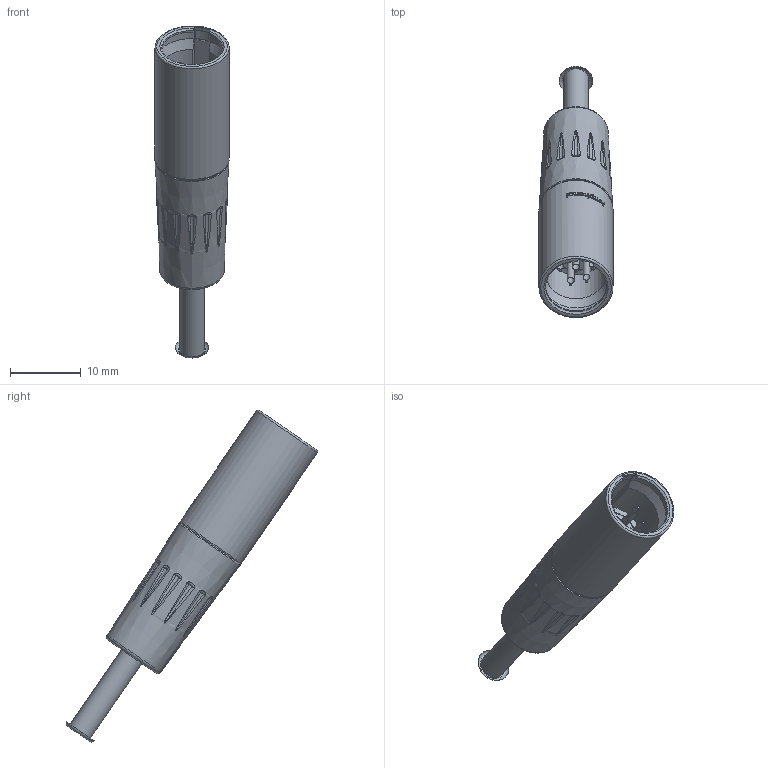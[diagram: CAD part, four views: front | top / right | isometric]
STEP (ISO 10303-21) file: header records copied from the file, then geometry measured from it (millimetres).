
FILE_DESCRIPTION(/* description */ (''),/* implementation_level */ '2;1');
FILE_NAME(/* name */ 'AG6M.stp',/* time_stamp */ '2023-07-11T16:13:27+10:00',/* author */ ('minh'),/* organization */ (''),/* preprocessor_version */ 'ST-DEVELOPER v18.1',/* originating_system */ 'Autodesk Inventor 2022',/* authorisation */ '');
FILE_SCHEMA (('AUTOMOTIVE_DESIGN { 1 0 10303 214 3 1 1 }'));
Length unit declared in the file: inch
Products named in the file (1): AG6M
Bounding box: 10.49 x 35.63 x 47 mm (x, y, z)
Volume: 1961.4 mm3; surface area: 3749.7 mm2
Topology: 1 solids, 6 shells, 484 faces, 1297 edges, 850 vertices
Faces by surface type: plane 187, cylinder 121, bspline 117, cone 50, torus 9
Full cylindrical faces by diameter (mm): 0.825 x6, 0.98 x12, 1 x12, 1.1 x6, 3.5 x1, 6.5 x1, 7 x2, 7.5 x1, 7.6 x1, 8.8 x1, 10.5 x1
Entity records: 24952 total; most frequent: CARTESIAN_POINT 12702, ORIENTED_EDGE 2588, DIRECTION 2201, EDGE_CURVE 1294, VERTEX_POINT 850, AXIS2_PLACEMENT_3D 816, LINE 569, VECTOR 569
